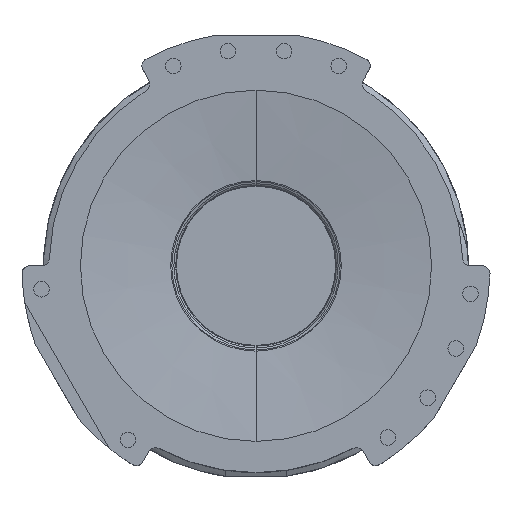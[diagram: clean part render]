
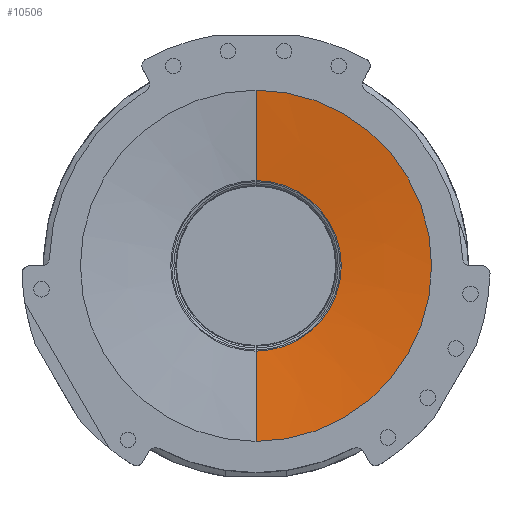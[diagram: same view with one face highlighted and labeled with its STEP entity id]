
A CAD part, top view. The second image highlights one B-rep face of the part: STEP entity #10506.
In plain terms, the highlighted conical face has half-angle 83.206 degrees and reference radius 1.671 mm.
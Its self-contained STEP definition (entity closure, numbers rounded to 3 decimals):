
#1849=CARTESIAN_POINT('',(0.,0.,3.68));
#1850=DIRECTION('',(0.,0.,-1.));
#1851=DIRECTION('',(0.,1.,0.));
#1852=AXIS2_PLACEMENT_3D('',#1849,#1850,#1851);
#1858=DIRECTION('',(0.,0.993,0.118));
#1859=VECTOR('',#1858,1.165);
#1860=CARTESIAN_POINT('',(0.,1.093,3.542));
#1861=LINE('',#1860,#1859);
#1862=DIRECTION('',(0.,-0.993,0.118));
#1863=VECTOR('',#1862,1.165);
#1864=CARTESIAN_POINT('',(0.,-1.093,3.542));
#1865=LINE('',#1864,#1863);
#1866=CARTESIAN_POINT('',(0.,0.,3.542));
#1867=DIRECTION('',(0.,0.,-1.));
#1868=DIRECTION('',(0.,1.,0.));
#1869=AXIS2_PLACEMENT_3D('',#1866,#1867,#1868);
#3182=CARTESIAN_POINT('',(0.,1.093,3.542));
#3183=CARTESIAN_POINT('',(0.,2.25,3.68));
#3184=VERTEX_POINT('',#3182);
#3185=VERTEX_POINT('',#3183);
#3198=CARTESIAN_POINT('',(0.,-1.093,3.542));
#3199=CARTESIAN_POINT('',(0.,-2.25,3.68));
#3200=VERTEX_POINT('',#3198);
#3201=VERTEX_POINT('',#3199);
#10492=CARTESIAN_POINT('',(0.,0.,3.611));
#10493=DIRECTION('',(0.,0.,1.));
#10494=DIRECTION('',(0.,1.,0.));
#10495=AXIS2_PLACEMENT_3D('',#10492,#10493,#10494);
#10496=CONICAL_SURFACE('',#10495,1.671,83.206);
#10498=ORIENTED_EDGE('',*,*,#10497,.T.);
#10499=ORIENTED_EDGE('',*,*,#10486,.T.);
#10501=ORIENTED_EDGE('',*,*,#10500,.F.);
#10503=ORIENTED_EDGE('',*,*,#10502,.F.);
#10504=EDGE_LOOP('',(#10498,#10499,#10501,#10503));
#10505=FACE_OUTER_BOUND('',#10504,.F.);
#1853=CIRCLE('',#1852,2.25);
#1870=CIRCLE('',#1869,1.093);
#10486=EDGE_CURVE('',#3185,#3201,#1853,.T.);
#10497=EDGE_CURVE('',#3184,#3185,#1861,.T.);
#10500=EDGE_CURVE('',#3200,#3201,#1865,.T.);
#10502=EDGE_CURVE('',#3184,#3200,#1870,.T.);
#10506=ADVANCED_FACE('',(#10505),#10496,.F.);
